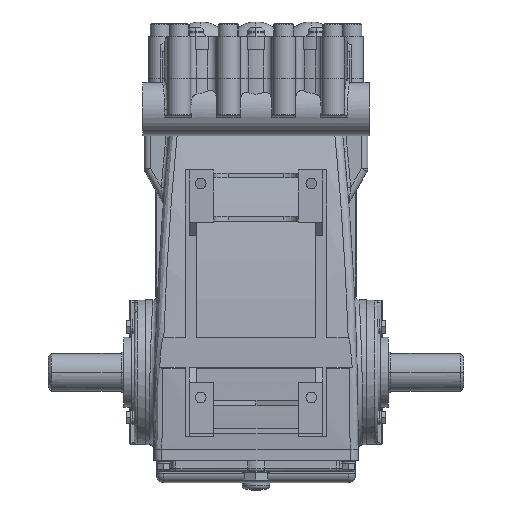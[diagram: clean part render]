
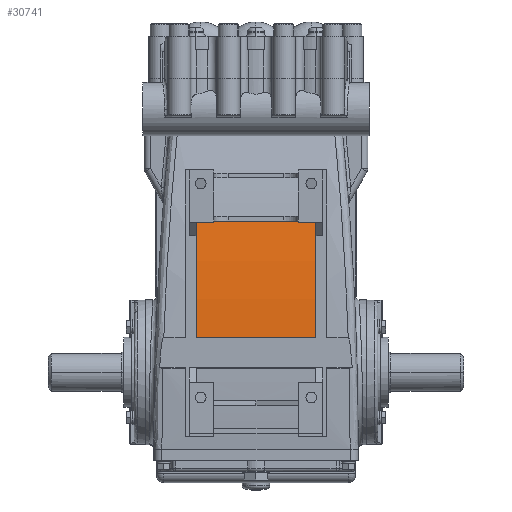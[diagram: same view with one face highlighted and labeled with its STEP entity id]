
A CAD part, front view. The second image highlights one B-rep face of the part: STEP entity #30741.
In plain terms, the highlighted cylindrical face has radius 634.291 mm (diameter 1268.58 mm), a partial arc.
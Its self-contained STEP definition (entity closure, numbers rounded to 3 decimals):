
#287 = LINE ( 'NONE', #61324, #61177 ) ;
#295 = LINE ( 'NONE', #61343, #61188 ) ;
#314 = LINE ( 'NONE', #61402, #61221 ) ;
#315 = LINE ( 'NONE', #61407, #61223 ) ;
#3463 = CARTESIAN_POINT ( 'NONE',  ( -95.217, 438.422, 1.885 ) ) ;
#3464 = DIRECTION ( 'NONE',  ( -1., 0., 0. ) ) ;
#3465 = DIRECTION ( 'NONE',  ( 0., 0., 1. ) ) ;
#3708 = FACE_OUTER_BOUND ( 'NONE', #57193, .T. ) ;
#3711 = CYLINDRICAL_SURFACE ( 'NONE', #67639, 634.291 ) ;
#23579 = VERTEX_POINT ( 'NONE', #58428 ) ;
#23581 = VERTEX_POINT ( 'NONE', #58429 ) ;
#23584 = VERTEX_POINT ( 'NONE', #58430 ) ;
#23589 = VERTEX_POINT ( 'NONE', #58432 ) ;
#23602 = VERTEX_POINT ( 'NONE', #58440 ) ;
#23612 = VERTEX_POINT ( 'NONE', #58445 ) ;
#23614 = VERTEX_POINT ( 'NONE', #58446 ) ;
#23615 = VERTEX_POINT ( 'NONE', #58447 ) ;
#26506 = ORIENTED_EDGE ( 'NONE', *, *, #29724, .F. ) ;
#26507 = ORIENTED_EDGE ( 'NONE', *, *, #29699, .F. ) ;
#26508 = ORIENTED_EDGE ( 'NONE', *, *, #29731, .T. ) ;
#26509 = ORIENTED_EDGE ( 'NONE', *, *, #29608, .F. ) ;
#26510 = ORIENTED_EDGE ( 'NONE', *, *, #29635, .F. ) ;
#26511 = ORIENTED_EDGE ( 'NONE', *, *, #29601, .F. ) ;
#26512 = ORIENTED_EDGE ( 'NONE', *, *, #29733, .F. ) ;
#26514 = ORIENTED_EDGE ( 'NONE', *, *, #29735, .F. ) ;
#29601 = EDGE_CURVE ( 'NONE', #23579, #23581, #287, .T. ) ;
#29608 = EDGE_CURVE ( 'NONE', #23581, #23584, #61176, .T. ) ;
#29635 = EDGE_CURVE ( 'NONE', #23584, #23589, #295, .T. ) ;
#29699 = EDGE_CURVE ( 'NONE', #23589, #23602, #61205, .T. ) ;
#29724 = EDGE_CURVE ( 'NONE', #23612, #23614, #61212, .T. ) ;
#29731 = EDGE_CURVE ( 'NONE', #23612, #23602, #314, .T. ) ;
#29733 = EDGE_CURVE ( 'NONE', #23615, #23579, #61220, .T. ) ;
#29735 = EDGE_CURVE ( 'NONE', #23614, #23615, #315, .T. ) ;
#30741 = ADVANCED_FACE ( 'NONE', ( #3708 ), #3711, .T. ) ;
#57193 = EDGE_LOOP ( 'NONE', ( #26506, #26508, #26507, #26510, #26509, #26511, #26512, #26514 ) ) ;
#58428 = CARTESIAN_POINT ( 'NONE',  ( -209.707, -184.748, 120.142 ) ) ;
#58429 = CARTESIAN_POINT ( 'NONE',  ( -142.956, -184.748, 120.142 ) ) ;
#58430 = CARTESIAN_POINT ( 'NONE',  ( -142.956, -184.987, 118.872 ) ) ;
#58432 = CARTESIAN_POINT ( 'NONE',  ( -128.707, -184.987, 118.872 ) ) ;
#58440 = CARTESIAN_POINT ( 'NONE',  ( -128.707, -195.346, 27.629 ) ) ;
#58445 = CARTESIAN_POINT ( 'NONE',  ( -223.957, -195.346, 27.629 ) ) ;
#58446 = CARTESIAN_POINT ( 'NONE',  ( -223.957, -184.987, 118.872 ) ) ;
#58447 = CARTESIAN_POINT ( 'NONE',  ( -209.707, -184.987, 118.872 ) ) ;
#61176 = CIRCLE ( 'NONE', #61179, 634.291 ) ;
#61177 = VECTOR ( 'NONE', #61325, 1000. ) ;
#61179 = AXIS2_PLACEMENT_3D ( 'NONE', #61328, #61329, #61330 ) ;
#61188 = VECTOR ( 'NONE', #61344, 1000. ) ;
#61205 = CIRCLE ( 'NONE', #61208, 634.291 ) ;
#61208 = AXIS2_PLACEMENT_3D ( 'NONE', #61382, #61383, #61384 ) ;
#61212 = CIRCLE ( 'NONE', #61217, 634.291 ) ;
#61217 = AXIS2_PLACEMENT_3D ( 'NONE', #61397, #61398, #61399 ) ;
#61220 = CIRCLE ( 'NONE', #61222, 634.291 ) ;
#61221 = VECTOR ( 'NONE', #61403, 1000. ) ;
#61222 = AXIS2_PLACEMENT_3D ( 'NONE', #61404, #61405, #61406 ) ;
#61223 = VECTOR ( 'NONE', #61408, 1000. ) ;
#61324 = CARTESIAN_POINT ( 'NONE',  ( -95.217, -184.748, 120.142 ) ) ;
#61325 = DIRECTION ( 'NONE',  ( 1., 0., 0. ) ) ;
#61328 = CARTESIAN_POINT ( 'NONE',  ( -142.956, 438.422, 1.885 ) ) ;
#61329 = DIRECTION ( 'NONE',  ( 1., 0., 0. ) ) ;
#61330 = DIRECTION ( 'NONE',  ( 0., 0., 1. ) ) ;
#61343 = CARTESIAN_POINT ( 'NONE',  ( -95.217, -184.987, 118.872 ) ) ;
#61344 = DIRECTION ( 'NONE',  ( 1., 0., 0. ) ) ;
#61382 = CARTESIAN_POINT ( 'NONE',  ( -128.707, 438.422, 1.885 ) ) ;
#61383 = DIRECTION ( 'NONE',  ( 1., 0., 0. ) ) ;
#61384 = DIRECTION ( 'NONE',  ( 0., 0., 1. ) ) ;
#61397 = CARTESIAN_POINT ( 'NONE',  ( -223.957, 438.422, 1.885 ) ) ;
#61398 = DIRECTION ( 'NONE',  ( -1., 0., 0. ) ) ;
#61399 = DIRECTION ( 'NONE',  ( 0., 0., -1. ) ) ;
#61402 = CARTESIAN_POINT ( 'NONE',  ( -95.217, -195.346, 27.629 ) ) ;
#61403 = DIRECTION ( 'NONE',  ( 1., 0., 0. ) ) ;
#61404 = CARTESIAN_POINT ( 'NONE',  ( -209.707, 438.422, 1.885 ) ) ;
#61405 = DIRECTION ( 'NONE',  ( -1., 0., 0. ) ) ;
#61406 = DIRECTION ( 'NONE',  ( 0., 0., -1. ) ) ;
#61407 = CARTESIAN_POINT ( 'NONE',  ( -95.217, -184.987, 118.872 ) ) ;
#61408 = DIRECTION ( 'NONE',  ( 1., 0., 0. ) ) ;
#67639 = AXIS2_PLACEMENT_3D ( 'NONE', #3463, #3464, #3465 ) ;
